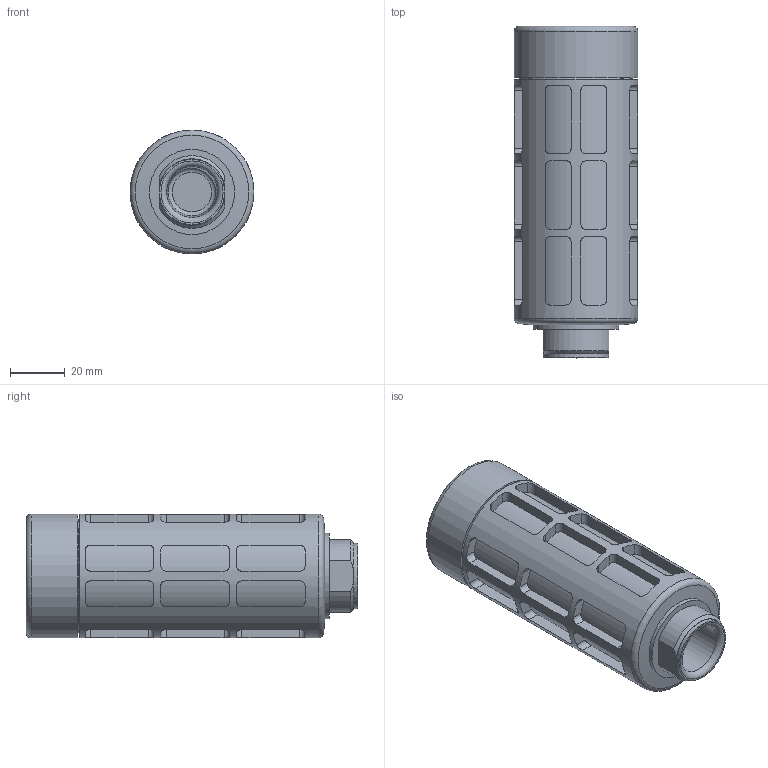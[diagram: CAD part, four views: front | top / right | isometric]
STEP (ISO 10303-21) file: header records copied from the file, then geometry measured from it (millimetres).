
FILE_DESCRIPTION(/* description */ ('STEP AP214'),/* implementation_level */ '2;1');
FILE_NAME(/* name */ '2311_U-3_4',/* time_stamp */ '2024-09-12T11:42:41+02:00',/* author */ ('License CC BY-ND 4.0'),/* organization */ ('CADENAS'),/* preprocessor_version */ 'ST-DEVELOPER v19.3',/* originating_system */ 'PARTsolutions',/* authorisation */ ' ');
FILE_SCHEMA (('AUTOMOTIVE_DESIGN {1 0 10303 214 3 1 1}'));
Length unit declared in the file: millimetre
Products named in the file (1): 2311 U-3/4
Bounding box: 45 x 120.7 x 45 mm (x, y, z)
Volume: 124753.3 mm3; surface area: 32620.8 mm2
Topology: 1 solids, 1 shells, 244 faces, 628 edges, 416 vertices
Faces by surface type: cylinder 129, plane 106, torus 5, cone 4
Full cylindrical faces by diameter (mm): 18.6 x1, 21.4 x1, 23.8 x1, 31 x1, 41 x1, 45 x2
Entity records: 9421 total; most frequent: CARTESIAN_POINT 2055, ORIENTED_EDGE 1228, DIRECTION 1030, EDGE_CURVE 614, VERTEX_POINT 416, AXIS2_PLACEMENT_3D 367, LINE 296, VECTOR 296
